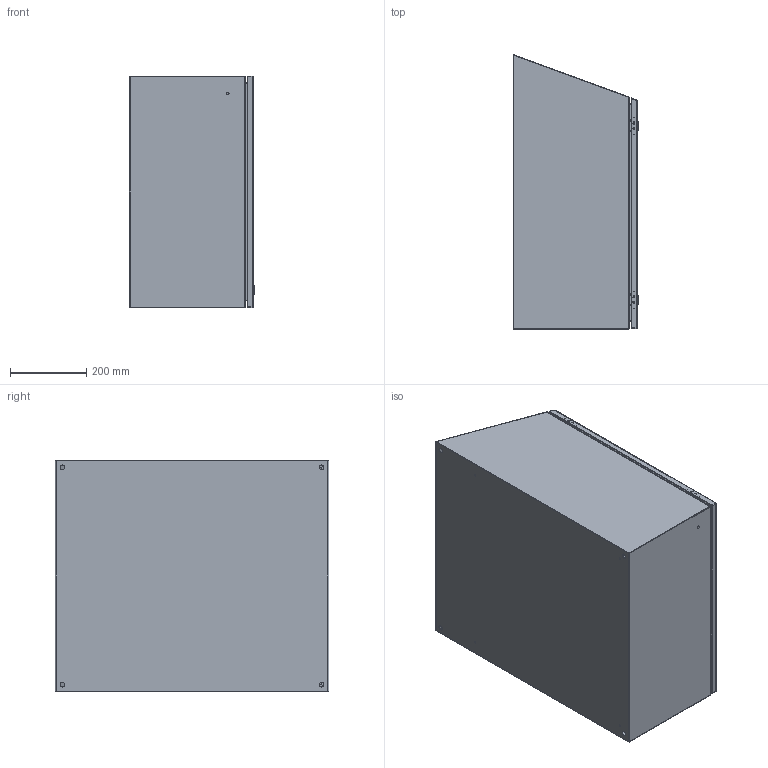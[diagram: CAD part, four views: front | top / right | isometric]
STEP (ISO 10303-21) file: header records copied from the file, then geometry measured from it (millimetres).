
FILE_DESCRIPTION (( 'STEP AP214' ), '1' );
FILE_NAME ('ST242412LG.STEP', '2019-07-15T19:57:05', ( '' ), ( '' ), 'SwSTEP 2.0', 'SolidWorks 2018', '' );
FILE_SCHEMA (( 'AUTOMOTIVE_DESIGN' ));
Length unit declared in the file: inch
Products named in the file (1): ST242412LG
Bounding box: 330.12 x 719.88 x 609.6 mm (x, y, z)
Volume: 2843901.9 mm3; surface area: 3677530.9 mm2
Topology: 29 solids, 30 shells, 766 faces, 1804 edges, 1120 vertices
Faces by surface type: plane 394, cylinder 248, bspline 80, torus 24, cone 20
Entity records: 34136 total; most frequent: CARTESIAN_POINT 6413, DIRECTION 3600, ORIENTED_EDGE 3576, EDGE_CURVE 1788, AXIS2_PLACEMENT_3D 1249, VERTEX_POINT 1120, LINE 1102, VECTOR 1102
